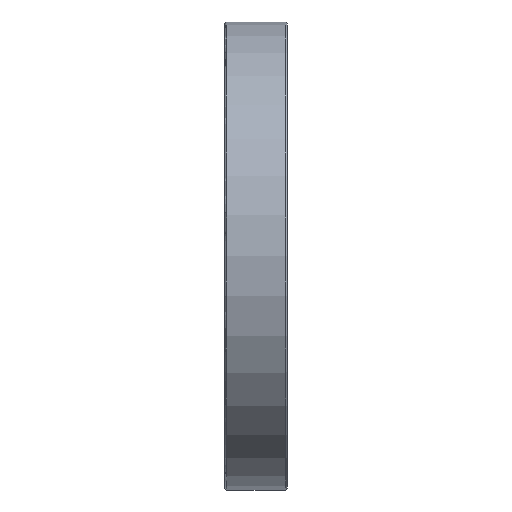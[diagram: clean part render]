
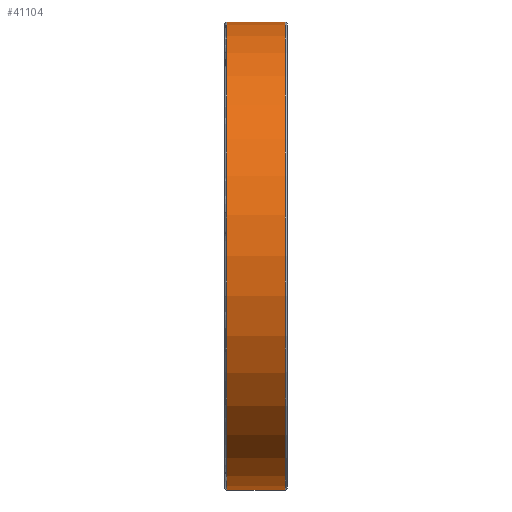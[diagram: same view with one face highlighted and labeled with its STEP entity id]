
A CAD part, top view. The second image highlights one B-rep face of the part: STEP entity #41104.
In plain terms, the highlighted cylindrical face has radius 75 mm (diameter 150 mm), a partial arc.
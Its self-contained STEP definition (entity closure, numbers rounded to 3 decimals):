
#30745=DIRECTION('',(-1.,0.,0.));
#30746=VECTOR('',#30745,18.8);
#30747=CARTESIAN_POINT('',(9.4,75.,0.));
#30748=LINE('',#30747,#30746);
#30752=DIRECTION('',(-1.,0.,0.));
#30753=VECTOR('',#30752,18.8);
#30754=CARTESIAN_POINT('',(9.4,-75.,0.));
#30755=LINE('',#30754,#30753);
#30767=CARTESIAN_POINT('',(9.4,0.,0.));
#30768=DIRECTION('',(1.,0.,0.));
#30769=DIRECTION('',(0.,1.,0.));
#30770=AXIS2_PLACEMENT_3D('',#30767,#30768,#30769);
#30775=CARTESIAN_POINT('',(-9.4,0.,0.));
#30776=DIRECTION('',(1.,0.,0.));
#30777=DIRECTION('',(0.,1.,0.));
#30778=AXIS2_PLACEMENT_3D('',#30775,#30776,#30777);
#37884=CARTESIAN_POINT('',(9.4,75.,0.));
#37885=CARTESIAN_POINT('',(-9.4,75.,0.));
#37886=VERTEX_POINT('',#37884);
#37887=VERTEX_POINT('',#37885);
#37896=CARTESIAN_POINT('',(9.4,-75.,0.));
#37897=CARTESIAN_POINT('',(-9.4,-75.,0.));
#37898=VERTEX_POINT('',#37896);
#37899=VERTEX_POINT('',#37897);
#41092=CARTESIAN_POINT('',(-11.,0.,0.));
#41093=DIRECTION('',(1.,0.,0.));
#41094=DIRECTION('',(0.,-1.,0.));
#41095=AXIS2_PLACEMENT_3D('',#41092,#41093,#41094);
#41096=CYLINDRICAL_SURFACE('',#41095,75.);
#41097=ORIENTED_EDGE('',*,*,#41082,.F.);
#41098=ORIENTED_EDGE('',*,*,#41059,.T.);
#41099=ORIENTED_EDGE('',*,*,#41086,.T.);
#41101=ORIENTED_EDGE('',*,*,#41100,.F.);
#41102=EDGE_LOOP('',(#41097,#41098,#41099,#41101));
#41103=FACE_OUTER_BOUND('',#41102,.F.);
#30771=CIRCLE('',#30770,75.);
#30779=CIRCLE('',#30778,75.);
#41059=EDGE_CURVE('',#37886,#37898,#30771,.T.);
#41082=EDGE_CURVE('',#37886,#37887,#30748,.T.);
#41086=EDGE_CURVE('',#37898,#37899,#30755,.T.);
#41100=EDGE_CURVE('',#37887,#37899,#30779,.T.);
#41104=ADVANCED_FACE('',(#41103),#41096,.T.);
